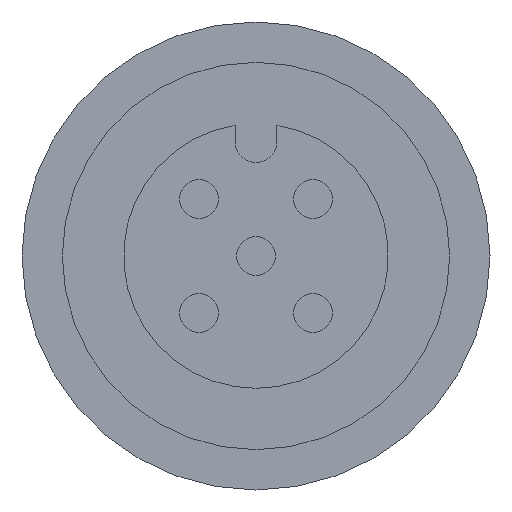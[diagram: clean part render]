
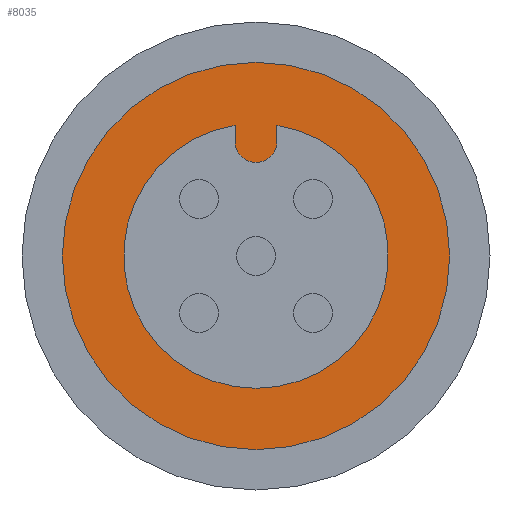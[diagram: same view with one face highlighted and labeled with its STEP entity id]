
A CAD part, left-side view. The second image highlights one B-rep face of the part: STEP entity #8035.
In plain terms, the highlighted planar face has unit normal (-1, 0, 0).
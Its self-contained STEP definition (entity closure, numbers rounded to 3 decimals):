
#162 = ORIENTED_EDGE ( 'NONE', *, *, #8031, .T. ) ;
#293 = DIRECTION ( 'NONE',  ( 0., 0., -1. ) ) ;
#336 = CARTESIAN_POINT ( 'NONE',  ( -4.8, 0., 0. ) ) ;
#724 = CARTESIAN_POINT ( 'NONE',  ( -4.8, -0.65, 0. ) ) ;
#805 = ORIENTED_EDGE ( 'NONE', *, *, #7751, .T. ) ;
#810 = VECTOR ( 'NONE', #2715, 1000. ) ;
#987 = VERTEX_POINT ( 'NONE', #2587 ) ;
#996 = DIRECTION ( 'NONE',  ( 0., 0., -1. ) ) ;
#1176 = AXIS2_PLACEMENT_3D ( 'NONE', #6529, #7847, #3900 ) ;
#1292 = CARTESIAN_POINT ( 'NONE',  ( -4.8, 0., -4.1 ) ) ;
#1426 = CIRCLE ( 'NONE', #3551, 4.1 ) ;
#1527 = AXIS2_PLACEMENT_3D ( 'NONE', #336, #4981, #996 ) ;
#1592 = DIRECTION ( 'NONE',  ( -1., 0., 0. ) ) ;
#1611 = CIRCLE ( 'NONE', #3668, 0.65 ) ;
#1820 = AXIS2_PLACEMENT_3D ( 'NONE', #2075, #6713, #2738 ) ;
#1891 = PLANE ( 'NONE',  #1176 ) ;
#2075 = CARTESIAN_POINT ( 'NONE',  ( -4.8, 0., 0. ) ) ;
#2158 = CARTESIAN_POINT ( 'NONE',  ( -4.8, 0.65, 3.55 ) ) ;
#2334 = ORIENTED_EDGE ( 'NONE', *, *, #2392, .T. ) ;
#2380 = VERTEX_POINT ( 'NONE', #6940 ) ;
#2392 = EDGE_CURVE ( 'NONE', #4808, #3062, #6768, .T. ) ;
#2529 = ORIENTED_EDGE ( 'NONE', *, *, #6544, .F. ) ;
#2557 = CARTESIAN_POINT ( 'NONE',  ( -4.8, 0., 0. ) ) ;
#2587 = CARTESIAN_POINT ( 'NONE',  ( -4.8, 0., -6. ) ) ;
#2703 = VERTEX_POINT ( 'NONE', #4283 ) ;
#2715 = DIRECTION ( 'NONE',  ( 0., 0., 1. ) ) ;
#2738 = DIRECTION ( 'NONE',  ( 0., 0., 1. ) ) ;
#2871 = CIRCLE ( 'NONE', #1820, 6. ) ;
#2915 = CARTESIAN_POINT ( 'NONE',  ( -4.8, 0.65, 0. ) ) ;
#3062 = VERTEX_POINT ( 'NONE', #1292 ) ;
#3218 = DIRECTION ( 'NONE',  ( 0., 0., 1. ) ) ;
#3551 = AXIS2_PLACEMENT_3D ( 'NONE', #8212, #4266, #293 ) ;
#3668 = AXIS2_PLACEMENT_3D ( 'NONE', #7653, #3684, #8305 ) ;
#3684 = DIRECTION ( 'NONE',  ( -1., 0., 0. ) ) ;
#3900 = DIRECTION ( 'NONE',  ( 0., 0., 1. ) ) ;
#3904 = FACE_OUTER_BOUND ( 'NONE', #5698, .T. ) ;
#3981 = EDGE_CURVE ( 'NONE', #2703, #4808, #7834, .T. ) ;
#4002 = ORIENTED_EDGE ( 'NONE', *, *, #8522, .T. ) ;
#4220 = LINE ( 'NONE', #2915, #8352 ) ;
#4266 = DIRECTION ( 'NONE',  ( 1., 0., 0. ) ) ;
#4283 = CARTESIAN_POINT ( 'NONE',  ( -4.8, -0.65, 3.55 ) ) ;
#4638 = EDGE_LOOP ( 'NONE', ( #2334, #805, #2529, #4002, #4971, #6269 ) ) ;
#4808 = VERTEX_POINT ( 'NONE', #6777 ) ;
#4945 = EDGE_CURVE ( 'NONE', #5035, #2703, #6706, .T. ) ;
#4971 = ORIENTED_EDGE ( 'NONE', *, *, #4945, .T. ) ;
#4981 = DIRECTION ( 'NONE',  ( 1., 0., 0. ) ) ;
#5035 = VERTEX_POINT ( 'NONE', #8344 ) ;
#5462 = FACE_BOUND ( 'NONE', #4638, .T. ) ;
#5548 = CARTESIAN_POINT ( 'NONE',  ( -4.8, 0., 3.55 ) ) ;
#5698 = EDGE_LOOP ( 'NONE', ( #162, #7389 ) ) ;
#6216 = DIRECTION ( 'NONE',  ( 0., 0., -1. ) ) ;
#6269 = ORIENTED_EDGE ( 'NONE', *, *, #3981, .T. ) ;
#6449 = EDGE_CURVE ( 'NONE', #987, #2380, #2871, .T. ) ;
#6529 = CARTESIAN_POINT ( 'NONE',  ( -4.8, 0., 0. ) ) ;
#6544 = EDGE_CURVE ( 'NONE', #8319, #8310, #4220, .T. ) ;
#6706 = CIRCLE ( 'NONE', #8512, 0.65 ) ;
#6713 = DIRECTION ( 'NONE',  ( -1., 0., 0. ) ) ;
#6768 = CIRCLE ( 'NONE', #1527, 4.1 ) ;
#6777 = CARTESIAN_POINT ( 'NONE',  ( -4.8, -0.65, 4.048 ) ) ;
#6788 = CARTESIAN_POINT ( 'NONE',  ( -4.8, 0.65, 4.048 ) ) ;
#6886 = DIRECTION ( 'NONE',  ( 0., 0., 1. ) ) ;
#6940 = CARTESIAN_POINT ( 'NONE',  ( -4.8, 0., 6. ) ) ;
#7193 = DIRECTION ( 'NONE',  ( -1., 0., 0. ) ) ;
#7210 = CIRCLE ( 'NONE', #8421, 6. ) ;
#7389 = ORIENTED_EDGE ( 'NONE', *, *, #6449, .T. ) ;
#7653 = CARTESIAN_POINT ( 'NONE',  ( -4.8, 0., 3.55 ) ) ;
#7751 = EDGE_CURVE ( 'NONE', #3062, #8310, #1426, .T. ) ;
#7834 = LINE ( 'NONE', #724, #810 ) ;
#7847 = DIRECTION ( 'NONE',  ( -1., 0., 0. ) ) ;
#8031 = EDGE_CURVE ( 'NONE', #2380, #987, #7210, .T. ) ;
#8035 = ADVANCED_FACE ( 'NONE', ( #3904, #5462 ), #1891, .T. ) ;
#8212 = CARTESIAN_POINT ( 'NONE',  ( -4.8, 0., 0. ) ) ;
#8305 = DIRECTION ( 'NONE',  ( 0., 0., -1. ) ) ;
#8310 = VERTEX_POINT ( 'NONE', #6788 ) ;
#8319 = VERTEX_POINT ( 'NONE', #2158 ) ;
#8344 = CARTESIAN_POINT ( 'NONE',  ( -4.8, 0., 2.9 ) ) ;
#8352 = VECTOR ( 'NONE', #6886, 1000. ) ;
#8421 = AXIS2_PLACEMENT_3D ( 'NONE', #2557, #7193, #3218 ) ;
#8512 = AXIS2_PLACEMENT_3D ( 'NONE', #5548, #1592, #6216 ) ;
#8522 = EDGE_CURVE ( 'NONE', #8319, #5035, #1611, .T. ) ;
